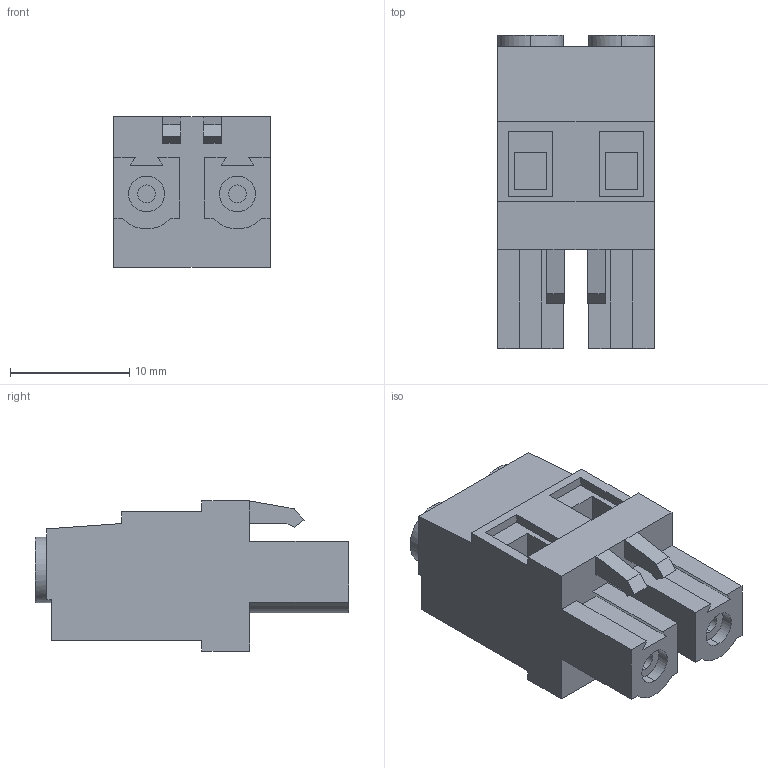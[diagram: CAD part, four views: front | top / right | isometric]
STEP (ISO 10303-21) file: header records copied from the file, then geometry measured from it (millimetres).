
FILE_DESCRIPTION (( 'STEP AP203' ), '1' );
FILE_NAME ('SOKETLI BASKILI DEVRE KLEMENSI - 7,62 MM DIK DISI - 2 LI.STEP', '2018-09-21T06:37:54', ( 'user' ), ( '' ), 'SwSTEP 2.0', 'SolidWorks 2016', '' );
FILE_SCHEMA (( 'CONFIG_CONTROL_DESIGN' ));
Length unit declared in the file: millimetre
Products named in the file (1): SOKETLI BASKILI DEVRE KLEMENSI  - 7,62 MM DIK DISI - 2 LI
Bounding box: 13.12 x 26.25 x 12.6 mm (x, y, z)
Volume: 2694.7 mm3; surface area: 1969.4 mm2
Topology: 1 solids, 1 shells, 106 faces, 276 edges, 182 vertices
Faces by surface type: plane 86, cylinder 20
Entity records: 3303 total; most frequent: CARTESIAN_POINT 565, ORIENTED_EDGE 552, DIRECTION 544, EDGE_CURVE 276, LINE 222, VECTOR 222, VERTEX_POINT 182, AXIS2_PLACEMENT_3D 161
